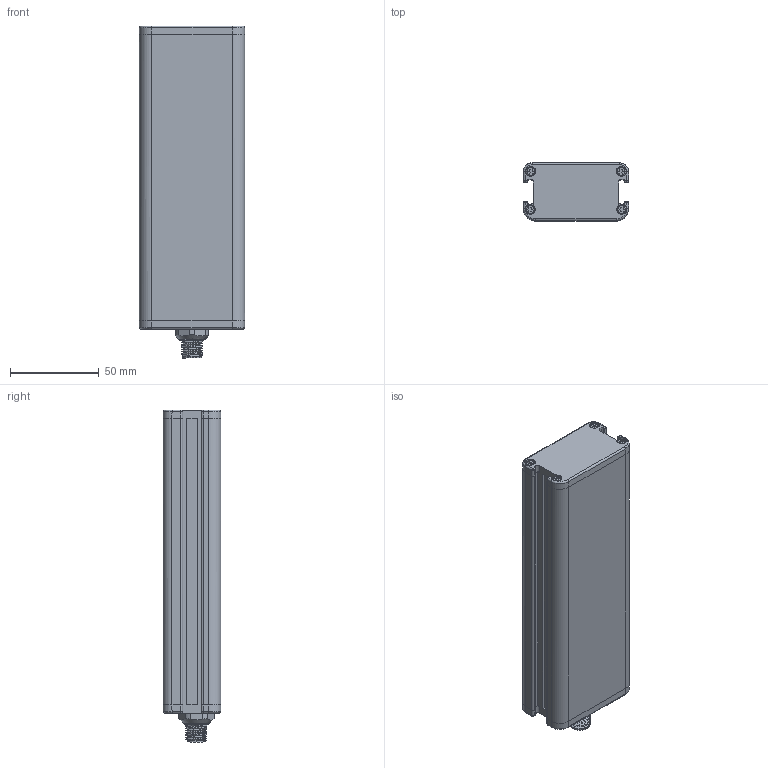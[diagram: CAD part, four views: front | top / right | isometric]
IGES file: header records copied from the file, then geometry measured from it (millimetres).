
Start section:  PTC IGES file: 155082.igs
Global section: file name: 155082.igs; native system: Pro/ENGINEER by Parametric Technology Corporation; preprocessor: 2009141; author: banengservice; organization: Unknown; date: 20101202.105440; units: inch
Bounding box: 59.4 x 32.6 x 187.16 mm (x, y, z)
Volume: 120385.2 mm3; surface area: 78265.8 mm2
Topology: 1 solids, 1 shells, 637 faces, 1741 edges, 1118 vertices
Faces by surface type: bspline 356, revolution 281
